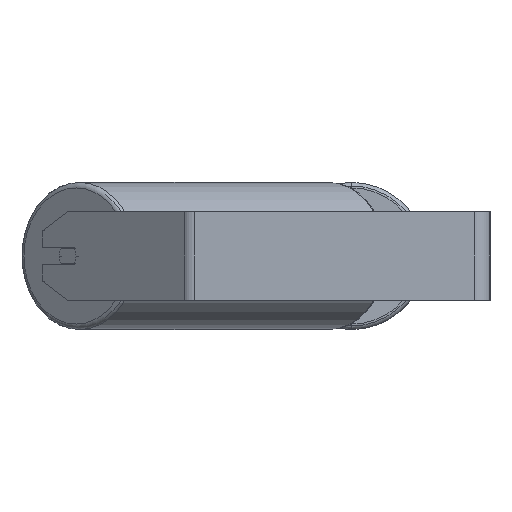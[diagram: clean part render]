
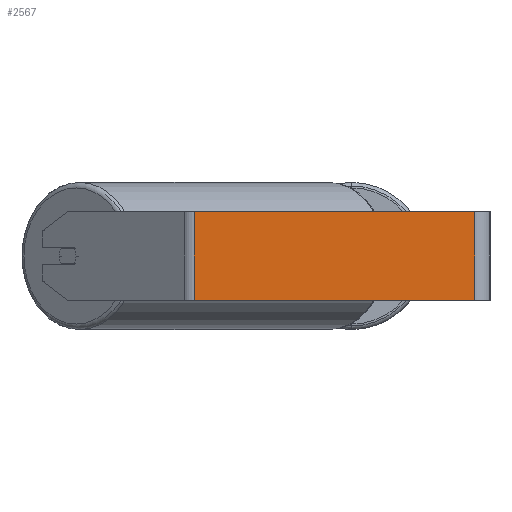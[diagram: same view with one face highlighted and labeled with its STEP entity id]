
A CAD part, left-side view. The second image highlights one B-rep face of the part: STEP entity #2567.
In plain terms, the highlighted planar face has unit normal (-1, 0, 0).
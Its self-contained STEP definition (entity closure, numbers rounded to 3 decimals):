
#102 = DIRECTION ( 'NONE',  ( 1., 0., 0. ) ) ;
#387 = VECTOR ( 'NONE', #5489, 1000. ) ;
#418 = VERTEX_POINT ( 'NONE', #1555 ) ;
#809 = FACE_OUTER_BOUND ( 'NONE', #4283, .T. ) ;
#1052 = LINE ( 'NONE', #5796, #5735 ) ;
#1402 = LINE ( 'NONE', #1533, #387 ) ;
#1533 = CARTESIAN_POINT ( 'NONE',  ( -605., 14., 40. ) ) ;
#1555 = CARTESIAN_POINT ( 'NONE',  ( -605., 267.098, -40. ) ) ;
#1558 = CARTESIAN_POINT ( 'NONE',  ( -605., 272.194, 40. ) ) ;
#1836 = EDGE_CURVE ( 'NONE', #5745, #418, #7761, .T. ) ;
#1941 = CARTESIAN_POINT ( 'NONE',  ( -605., 14., 40. ) ) ;
#2161 = CARTESIAN_POINT ( 'NONE',  ( -605., 272.194, -40. ) ) ;
#2254 = DIRECTION ( 'NONE',  ( 0., -1., 0. ) ) ;
#2415 = CARTESIAN_POINT ( 'NONE',  ( -605., 14., -40. ) ) ;
#2567 = ADVANCED_FACE ( 'NONE', ( #809 ), #3589, .F. ) ;
#2903 = DIRECTION ( 'NONE',  ( 0., -1., 0. ) ) ;
#3029 = AXIS2_PLACEMENT_3D ( 'NONE', #1558, #102, #8300 ) ;
#3278 = ORIENTED_EDGE ( 'NONE', *, *, #1836, .T. ) ;
#3434 = EDGE_CURVE ( 'NONE', #5745, #7421, #1052, .T. ) ;
#3589 = PLANE ( 'NONE',  #3029 ) ;
#4244 = LINE ( 'NONE', #2161, #8156 ) ;
#4283 = EDGE_LOOP ( 'NONE', ( #4523, #5781, #8753, #3278 ) ) ;
#4523 = ORIENTED_EDGE ( 'NONE', *, *, #6117, .T. ) ;
#4927 = CARTESIAN_POINT ( 'NONE',  ( -605., 267.098, 40. ) ) ;
#5149 = VECTOR ( 'NONE', #7623, 1000. ) ;
#5489 = DIRECTION ( 'NONE',  ( 0., 0., -1. ) ) ;
#5735 = VECTOR ( 'NONE', #2903, 1000. ) ;
#5745 = VERTEX_POINT ( 'NONE', #4927 ) ;
#5781 = ORIENTED_EDGE ( 'NONE', *, *, #6452, .F. ) ;
#5796 = CARTESIAN_POINT ( 'NONE',  ( -605., 272.194, 40. ) ) ;
#6117 = EDGE_CURVE ( 'NONE', #418, #6555, #4244, .T. ) ;
#6452 = EDGE_CURVE ( 'NONE', #7421, #6555, #1402, .T. ) ;
#6555 = VERTEX_POINT ( 'NONE', #2415 ) ;
#7421 = VERTEX_POINT ( 'NONE', #1941 ) ;
#7623 = DIRECTION ( 'NONE',  ( 0., 0., -1. ) ) ;
#7761 = LINE ( 'NONE', #8375, #5149 ) ;
#8156 = VECTOR ( 'NONE', #2254, 1000. ) ;
#8300 = DIRECTION ( 'NONE',  ( 0., 0., -1. ) ) ;
#8375 = CARTESIAN_POINT ( 'NONE',  ( -605., 267.098, 40. ) ) ;
#8753 = ORIENTED_EDGE ( 'NONE', *, *, #3434, .F. ) ;
